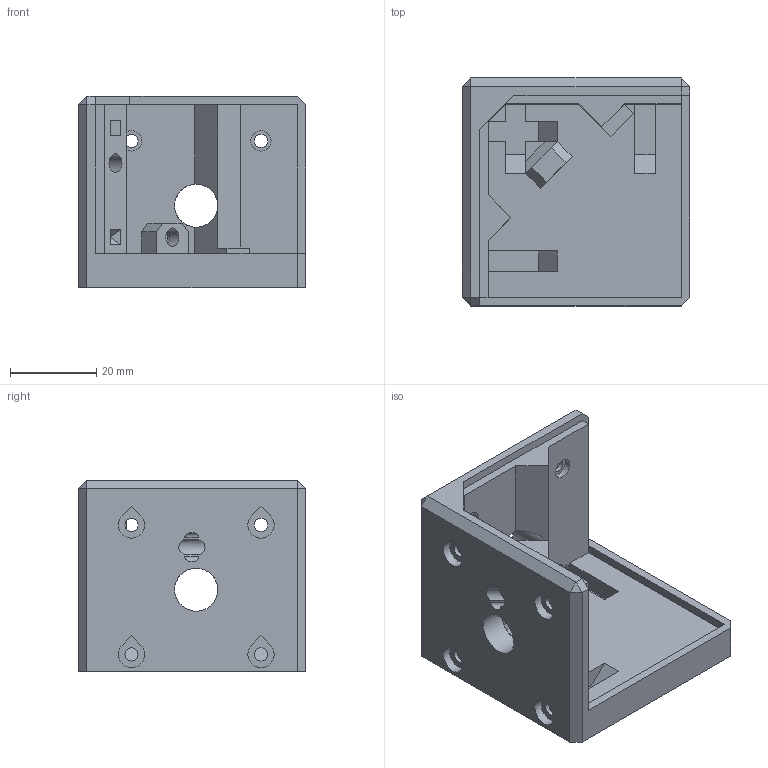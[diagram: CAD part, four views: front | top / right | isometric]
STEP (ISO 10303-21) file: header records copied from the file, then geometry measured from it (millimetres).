
FILE_DESCRIPTION(/* description */ (''),/* implementation_level */ '2;1');
FILE_NAME(/* name */ 'Grating Housing_v15.step',/* time_stamp */ '2024-02-15T15:46:18-05:00',/* author */ (''),/* organization */ (''),/* preprocessor_version */ 'ST-DEVELOPER v20',/* originating_system */ 'Autodesk Translation Framework v12.20.1.177',/* authorisation */ '');
FILE_SCHEMA (('AUTOMOTIVE_DESIGN { 1 0 10303 214 3 1 1 }'));
Length unit declared in the file: millimetre
Products named in the file (1): Grating Housing
Bounding box: 52.76 x 52.76 x 44.45 mm (x, y, z)
Volume: 38241.9 mm3; surface area: 17053.5 mm2
Topology: 1 solids, 1 shells, 174 faces, 438 edges, 276 vertices
Faces by surface type: plane 142, cylinder 32
Full cylindrical faces by diameter (mm): 3.048 x8, 4.293 x2, 4.7 x8, 10 x2
Entity records: 5212 total; most frequent: CARTESIAN_POINT 889, ORIENTED_EDGE 876, DIRECTION 874, EDGE_CURVE 438, LINE 352, VECTOR 352, VERTEX_POINT 276, AXIS2_PLACEMENT_3D 261
